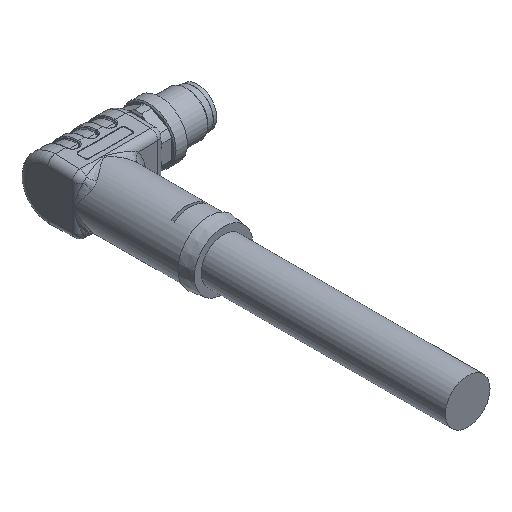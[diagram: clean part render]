
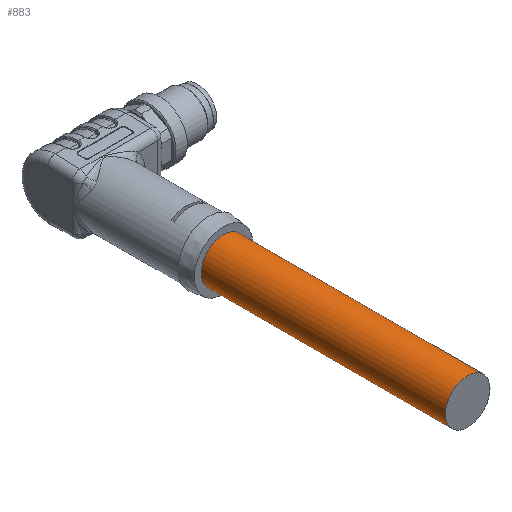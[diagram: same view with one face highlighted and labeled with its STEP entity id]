
A CAD part, isometric view. The second image highlights one B-rep face of the part: STEP entity #883.
In plain terms, the highlighted cylindrical face has radius 6.1 mm (diameter 12.2 mm), a full revolution.
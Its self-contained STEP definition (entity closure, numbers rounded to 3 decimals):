
#883=ADVANCED_FACE('',(#1205,#1206),#1122,.T.);
#1122=CYLINDRICAL_SURFACE('',#3655,6.1);
#1205=FACE_BOUND('',#1279,.T.);
#1206=FACE_BOUND('',#1280,.T.);
#1279=EDGE_LOOP('',(#1556));
#1280=EDGE_LOOP('',(#1557));
#1556=ORIENTED_EDGE('',*,*,#2917,.F.);
#1557=ORIENTED_EDGE('',*,*,#2918,.F.);
#2596=VERTEX_POINT('',#5090);
#2597=VERTEX_POINT('',#5092);
#2917=EDGE_CURVE('',#2596,#2596,#3437,.T.);
#2918=EDGE_CURVE('',#2597,#2597,#3438,.T.);
#3437=CIRCLE('',#3653,6.1);
#3438=CIRCLE('',#3654,6.1);
#3653=AXIS2_PLACEMENT_3D('',#5089,#4071,#4072);
#3654=AXIS2_PLACEMENT_3D('',#5091,#4073,#4074);
#3655=AXIS2_PLACEMENT_3D('',#5093,#4075,#4076);
#4071=DIRECTION('',(0.,1.,0.));
#4072=DIRECTION('',(0.,0.,-1.));
#4073=DIRECTION('',(0.,-1.,0.));
#4074=DIRECTION('',(1.,0.,0.));
#4075=DIRECTION('',(0.,-1.,0.));
#4076=DIRECTION('',(0.,0.,1.));
#5089=CARTESIAN_POINT('',(0.,-18.211,0.));
#5090=CARTESIAN_POINT('',(0.,-18.211,-6.1));
#5091=CARTESIAN_POINT('',(0.,-85.,0.));
#5092=CARTESIAN_POINT('',(6.1,-85.,0.));
#5093=CARTESIAN_POINT('',(0.,0.,0.));
